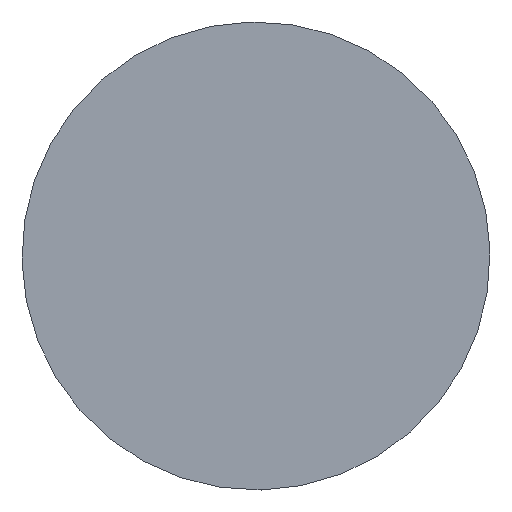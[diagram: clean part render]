
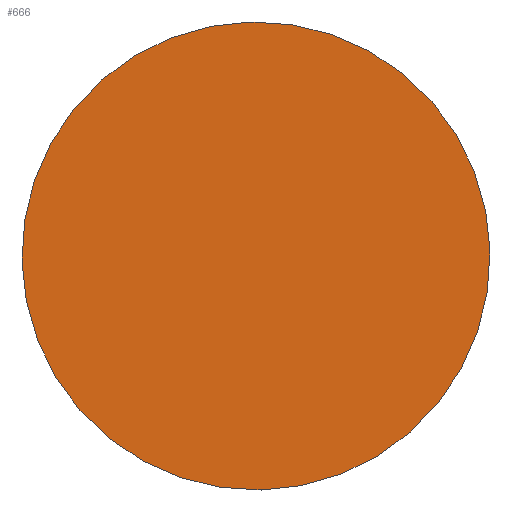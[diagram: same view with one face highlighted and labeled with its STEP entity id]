
A CAD part, left-side view. The second image highlights one B-rep face of the part: STEP entity #666.
In plain terms, the highlighted planar face has unit normal (-1, 0, 0).
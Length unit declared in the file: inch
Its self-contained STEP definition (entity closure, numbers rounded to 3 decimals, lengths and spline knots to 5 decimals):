
#119 = CIRCLE ( 'NONE', #521, 0.03085 ) ;
#125 = DIRECTION ( 'NONE',  ( 0., -0.022, -1. ) ) ;
#154 = PLANE ( 'NONE',  #951 ) ;
#156 = ORIENTED_EDGE ( 'NONE', *, *, #519, .F. ) ;
#268 = FACE_OUTER_BOUND ( 'NONE', #623, .T. ) ;
#314 = AXIS2_PLACEMENT_3D ( 'NONE', #468, #321, #460 ) ;
#321 = DIRECTION ( 'NONE',  ( 1., 0., 0. ) ) ;
#340 = DIRECTION ( 'NONE',  ( -1., 0., 0. ) ) ;
#369 = CARTESIAN_POINT ( 'NONE',  ( -0.5165, 0., 0. ) ) ;
#378 = ORIENTED_EDGE ( 'NONE', *, *, #839, .F. ) ;
#460 = DIRECTION ( 'NONE',  ( 0., 0.022, 1. ) ) ;
#468 = CARTESIAN_POINT ( 'NONE',  ( -0.5165, 0., 0. ) ) ;
#519 = EDGE_CURVE ( 'NONE', #577, #733, #119, .T. ) ;
#521 = AXIS2_PLACEMENT_3D ( 'NONE', #369, #904, #543 ) ;
#543 = DIRECTION ( 'NONE',  ( 0., 0.022, 1. ) ) ;
#559 = CARTESIAN_POINT ( 'NONE',  ( -0.5165, 0., 0. ) ) ;
#576 = CARTESIAN_POINT ( 'NONE',  ( -0.5165, -0.00067, -0.03084 ) ) ;
#577 = VERTEX_POINT ( 'NONE', #594 ) ;
#594 = CARTESIAN_POINT ( 'NONE',  ( -0.5165, 0.00067, 0.03084 ) ) ;
#623 = EDGE_LOOP ( 'NONE', ( #156, #378 ) ) ;
#666 = ADVANCED_FACE ( 'NONE', ( #268 ), #154, .T. ) ;
#733 = VERTEX_POINT ( 'NONE', #576 ) ;
#839 = EDGE_CURVE ( 'NONE', #733, #577, #903, .T. ) ;
#903 = CIRCLE ( 'NONE', #314, 0.03085 ) ;
#904 = DIRECTION ( 'NONE',  ( 1., 0., 0. ) ) ;
#951 = AXIS2_PLACEMENT_3D ( 'NONE', #559, #340, #125 ) ;
